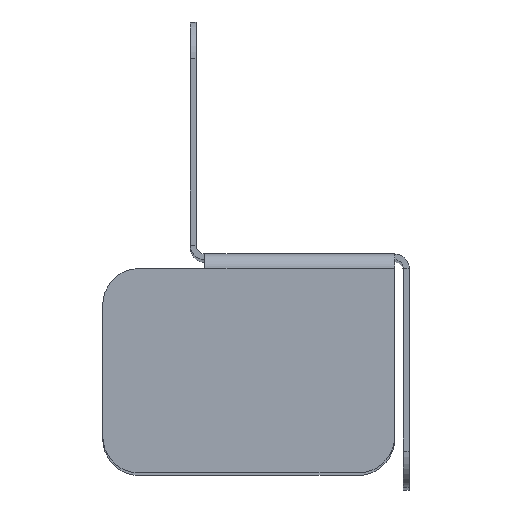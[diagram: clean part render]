
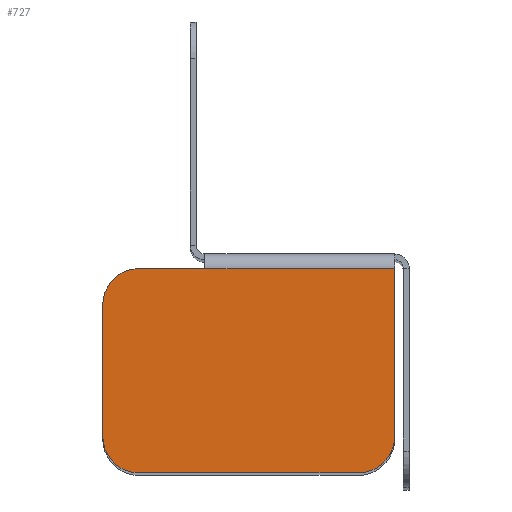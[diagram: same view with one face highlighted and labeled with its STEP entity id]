
A CAD part, top view. The second image highlights one B-rep face of the part: STEP entity #727.
In plain terms, the highlighted planar face has unit normal (0, 0, 1).
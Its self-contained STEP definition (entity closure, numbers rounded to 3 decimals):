
#17 = CARTESIAN_POINT ( 'NONE',  ( -12.8, -38.8, 102. ) ) ;
#35 = CARTESIAN_POINT ( 'NONE',  ( 27.2, -56.8, 102. ) ) ;
#44 = CARTESIAN_POINT ( 'NONE',  ( -7.8, -61.8, 102. ) ) ;
#46 = CARTESIAN_POINT ( 'NONE',  ( -12.8, -56.8, 102. ) ) ;
#47 = CARTESIAN_POINT ( 'NONE',  ( 1.2, -33.8, 102. ) ) ;
#59 = CARTESIAN_POINT ( 'NONE',  ( 22.2, -61.8, 102. ) ) ;
#62 = CARTESIAN_POINT ( 'NONE',  ( 27.2, -33.8, 102. ) ) ;
#79 = CARTESIAN_POINT ( 'NONE',  ( -7.8, -33.8, 102. ) ) ;
#95 = DIRECTION ( 'NONE',  ( 0., 1., 0. ) ) ;
#145 = DIRECTION ( 'NONE',  ( 0., 0., 1. ) ) ;
#154 = CARTESIAN_POINT ( 'NONE',  ( -7.8, -38.8, 102. ) ) ;
#200 = AXIS2_PLACEMENT_3D ( 'NONE', #154, #145, #95 ) ;
#205 = AXIS2_PLACEMENT_3D ( 'NONE', #1292, #1291, #1294 ) ;
#206 = AXIS2_PLACEMENT_3D ( 'NONE', #1326, #1491, #1286 ) ;
#299 = AXIS2_PLACEMENT_3D ( 'NONE', #882, #891, #890 ) ;
#349 = EDGE_CURVE ( 'NONE', #604, #595, #1198, .T. ) ;
#352 = EDGE_CURVE ( 'NONE', #595, #624, #1346, .T. ) ;
#356 = EDGE_CURVE ( 'NONE', #605, #633, #1361, .T. ) ;
#358 = EDGE_CURVE ( 'NONE', #605, #607, #1364, .T. ) ;
#359 = EDGE_CURVE ( 'NONE', #590, #607, #1360, .T. ) ;
#360 = EDGE_CURVE ( 'NONE', #590, #624, #1368, .T. ) ;
#366 = EDGE_CURVE ( 'NONE', #576, #604, #1388, .T. ) ;
#370 = EDGE_CURVE ( 'NONE', #576, #633, #1398, .T. ) ;
#453 = ORIENTED_EDGE ( 'NONE', *, *, #356, .F. ) ;
#484 = VECTOR ( 'NONE', #1296, 1000. ) ;
#518 = ORIENTED_EDGE ( 'NONE', *, *, #366, .F. ) ;
#532 = ORIENTED_EDGE ( 'NONE', *, *, #370, .T. ) ;
#576 = VERTEX_POINT ( 'NONE', #79 ) ;
#590 = VERTEX_POINT ( 'NONE', #59 ) ;
#595 = VERTEX_POINT ( 'NONE', #62 ) ;
#604 = VERTEX_POINT ( 'NONE', #47 ) ;
#605 = VERTEX_POINT ( 'NONE', #46 ) ;
#607 = VERTEX_POINT ( 'NONE', #44 ) ;
#624 = VERTEX_POINT ( 'NONE', #35 ) ;
#633 = VERTEX_POINT ( 'NONE', #17 ) ;
#727 = ADVANCED_FACE ( 'NONE', ( #879 ), #886, .F. ) ;
#771 = EDGE_LOOP ( 'NONE', ( #453, #985, #972, #958, #987, #1002, #518, #532 ) ) ;
#879 = FACE_OUTER_BOUND ( 'NONE', #771, .T. ) ;
#882 = CARTESIAN_POINT ( 'NONE',  ( 27.2, -32.6, 102. ) ) ;
#886 = PLANE ( 'NONE',  #299 ) ;
#890 = DIRECTION ( 'NONE',  ( 0., 1., 0. ) ) ;
#891 = DIRECTION ( 'NONE',  ( 0., 0., -1. ) ) ;
#958 = ORIENTED_EDGE ( 'NONE', *, *, #360, .T. ) ;
#972 = ORIENTED_EDGE ( 'NONE', *, *, #359, .F. ) ;
#985 = ORIENTED_EDGE ( 'NONE', *, *, #358, .T. ) ;
#987 = ORIENTED_EDGE ( 'NONE', *, *, #352, .F. ) ;
#1002 = ORIENTED_EDGE ( 'NONE', *, *, #349, .F. ) ;
#1198 = LINE ( 'NONE', #1301, #484 ) ;
#1267 = CARTESIAN_POINT ( 'NONE',  ( -12.8, -33.8, 102. ) ) ;
#1278 = DIRECTION ( 'NONE',  ( 0., 1., 0. ) ) ;
#1286 = DIRECTION ( 'NONE',  ( 0., 1., 0. ) ) ;
#1288 = CARTESIAN_POINT ( 'NONE',  ( 1.2, -61.8, 102. ) ) ;
#1290 = DIRECTION ( 'NONE',  ( 1., 0., 0. ) ) ;
#1291 = DIRECTION ( 'NONE',  ( 0., 0., 1. ) ) ;
#1292 = CARTESIAN_POINT ( 'NONE',  ( 22.2, -56.8, 102. ) ) ;
#1294 = DIRECTION ( 'NONE',  ( 0., 1., 0. ) ) ;
#1296 = DIRECTION ( 'NONE',  ( 1., 0., 0. ) ) ;
#1301 = CARTESIAN_POINT ( 'NONE',  ( 27.2, -33.8, 102. ) ) ;
#1309 = CARTESIAN_POINT ( 'NONE',  ( 27.2, -61.8, 102. ) ) ;
#1316 = DIRECTION ( 'NONE',  ( -1., 0., 0. ) ) ;
#1326 = CARTESIAN_POINT ( 'NONE',  ( -7.8, -56.8, 102. ) ) ;
#1346 = LINE ( 'NONE', #1309, #1348 ) ;
#1348 = VECTOR ( 'NONE', #1420, 1000. ) ;
#1360 = LINE ( 'NONE', #1288, #1372 ) ;
#1361 = LINE ( 'NONE', #1487, #1362 ) ;
#1362 = VECTOR ( 'NONE', #1278, 1000. ) ;
#1364 = CIRCLE ( 'NONE', #206, 5. ) ;
#1368 = CIRCLE ( 'NONE', #205, 5. ) ;
#1372 = VECTOR ( 'NONE', #1316, 1000. ) ;
#1388 = LINE ( 'NONE', #1267, #1392 ) ;
#1392 = VECTOR ( 'NONE', #1290, 1000. ) ;
#1398 = CIRCLE ( 'NONE', #200, 5. ) ;
#1420 = DIRECTION ( 'NONE',  ( 0., -1., 0. ) ) ;
#1487 = CARTESIAN_POINT ( 'NONE',  ( -12.8, -33.8, 102. ) ) ;
#1491 = DIRECTION ( 'NONE',  ( 0., 0., 1. ) ) ;
